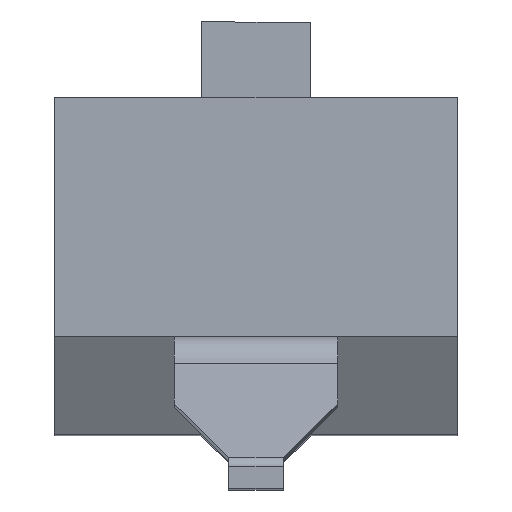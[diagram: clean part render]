
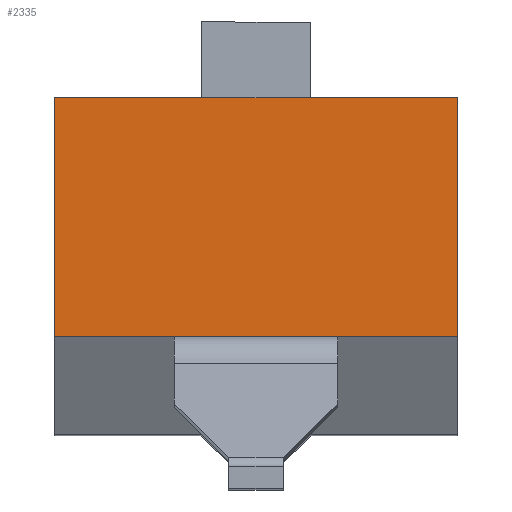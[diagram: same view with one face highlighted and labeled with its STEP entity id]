
A CAD part, top view. The second image highlights one B-rep face of the part: STEP entity #2335.
In plain terms, the highlighted planar face has unit normal (0, 0, 1).
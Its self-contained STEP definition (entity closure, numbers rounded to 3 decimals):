
#92 = CARTESIAN_POINT ( 'NONE',  ( -1.85, 3.6, 3.4 ) ) ;
#248 = CARTESIAN_POINT ( 'NONE',  ( 1.85, 1.4, 3.4 ) ) ;
#298 = LINE ( 'NONE', #3106, #1722 ) ;
#420 = DIRECTION ( 'NONE',  ( 0., -1., 0. ) ) ;
#429 = EDGE_CURVE ( 'NONE', #2329, #3287, #2567, .T. ) ;
#462 = ORIENTED_EDGE ( 'NONE', *, *, #2081, .T. ) ;
#519 = CARTESIAN_POINT ( 'NONE',  ( 1.85, 3.6, 3.4 ) ) ;
#703 = PLANE ( 'NONE',  #808 ) ;
#808 = AXIS2_PLACEMENT_3D ( 'NONE', #519, #3060, #1363 ) ;
#1158 = ORIENTED_EDGE ( 'NONE', *, *, #429, .T. ) ;
#1201 = VECTOR ( 'NONE', #2620, 1000. ) ;
#1363 = DIRECTION ( 'NONE',  ( 0., 1., 0. ) ) ;
#1559 = CARTESIAN_POINT ( 'NONE',  ( 1.85, 3.6, 3.4 ) ) ;
#1666 = CARTESIAN_POINT ( 'NONE',  ( 1.85, 1.4, 3.4 ) ) ;
#1700 = DIRECTION ( 'NONE',  ( -1., 0., 0. ) ) ;
#1708 = EDGE_LOOP ( 'NONE', ( #462, #1831, #1923, #1158 ) ) ;
#1722 = VECTOR ( 'NONE', #420, 1000. ) ;
#1821 = EDGE_CURVE ( 'NONE', #2329, #1961, #298, .T. ) ;
#1831 = ORIENTED_EDGE ( 'NONE', *, *, #2229, .F. ) ;
#1923 = ORIENTED_EDGE ( 'NONE', *, *, #1821, .F. ) ;
#1961 = VERTEX_POINT ( 'NONE', #248 ) ;
#1963 = CARTESIAN_POINT ( 'NONE',  ( 1.85, 3.6, 3.4 ) ) ;
#2049 = VERTEX_POINT ( 'NONE', #2876 ) ;
#2081 = EDGE_CURVE ( 'NONE', #3287, #2049, #2625, .T. ) ;
#2084 = VECTOR ( 'NONE', #1700, 1000. ) ;
#2229 = EDGE_CURVE ( 'NONE', #1961, #2049, #3195, .T. ) ;
#2329 = VERTEX_POINT ( 'NONE', #1963 ) ;
#2331 = DIRECTION ( 'NONE',  ( 0., -1., 0. ) ) ;
#2335 = ADVANCED_FACE ( 'NONE', ( #3004 ), #703, .F. ) ;
#2428 = VECTOR ( 'NONE', #2331, 1000. ) ;
#2567 = LINE ( 'NONE', #1559, #1201 ) ;
#2620 = DIRECTION ( 'NONE',  ( -1., 0., 0. ) ) ;
#2625 = LINE ( 'NONE', #92, #2428 ) ;
#2876 = CARTESIAN_POINT ( 'NONE',  ( -1.85, 1.4, 3.4 ) ) ;
#2935 = CARTESIAN_POINT ( 'NONE',  ( -1.85, 3.6, 3.4 ) ) ;
#3004 = FACE_OUTER_BOUND ( 'NONE', #1708, .T. ) ;
#3060 = DIRECTION ( 'NONE',  ( 0., 0., -1. ) ) ;
#3106 = CARTESIAN_POINT ( 'NONE',  ( 1.85, 3.6, 3.4 ) ) ;
#3195 = LINE ( 'NONE', #1666, #2084 ) ;
#3287 = VERTEX_POINT ( 'NONE', #2935 ) ;
